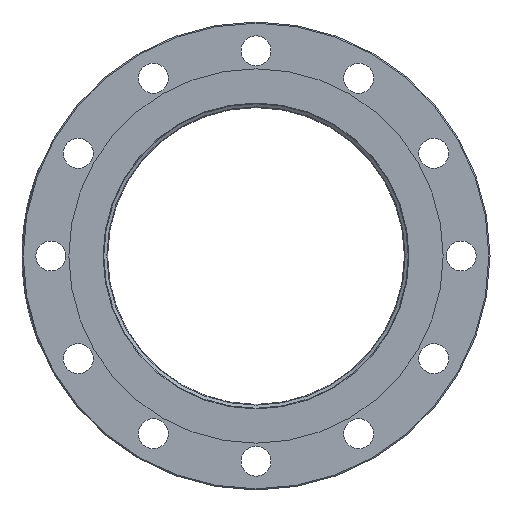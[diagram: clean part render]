
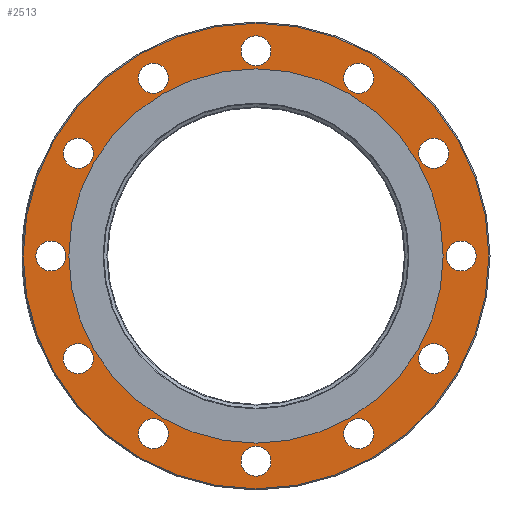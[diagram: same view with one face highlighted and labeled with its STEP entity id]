
A CAD part, left-side view. The second image highlights one B-rep face of the part: STEP entity #2513.
In plain terms, the highlighted planar face has unit normal (-1, 0, 0).
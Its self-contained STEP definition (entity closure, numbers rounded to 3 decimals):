
#148 = CARTESIAN_POINT ( 'NONE',  ( 3.962, 77.555, -160.236 ) ) ;
#172 = DIRECTION ( 'NONE',  ( 1., 0., 0. ) ) ;
#185 = EDGE_LOOP ( 'NONE', ( #7583 ) ) ;
#235 = ORIENTED_EDGE ( 'NONE', *, *, #9420, .T. ) ;
#288 = CARTESIAN_POINT ( 'NONE',  ( 3.962, 12.954, 177.546 ) ) ;
#455 = VERTEX_POINT ( 'NONE', #13428 ) ;
#764 = FACE_BOUND ( 'NONE', #1354, .T. ) ;
#785 = AXIS2_PLACEMENT_3D ( 'NONE', #5663, #6749, #13301 ) ;
#967 = DIRECTION ( 'NONE',  ( 1., 0., 0. ) ) ;
#1119 = AXIS2_PLACEMENT_3D ( 'NONE', #3691, #1543, #12167 ) ;
#1205 = EDGE_LOOP ( 'NONE', ( #6358 ) ) ;
#1243 = DIRECTION ( 'NONE',  ( 0., 0.5, -0.866 ) ) ;
#1294 = CARTESIAN_POINT ( 'NONE',  ( 3.962, -88.773, -153.759 ) ) ;
#1331 = DIRECTION ( 'NONE',  ( 0., 1., 0. ) ) ;
#1354 = EDGE_LOOP ( 'NONE', ( #6694 ) ) ;
#1543 = DIRECTION ( 'NONE',  ( 1., 0., 0. ) ) ;
#1650 = AXIS2_PLACEMENT_3D ( 'NONE', #3316, #13148, #2280 ) ;
#1685 = AXIS2_PLACEMENT_3D ( 'NONE', #13166, #6657, #1243 ) ;
#1750 = CARTESIAN_POINT ( 'NONE',  ( 3.962, 0., 0. ) ) ;
#1797 = CIRCLE ( 'NONE', #9020, 12.954 ) ;
#1964 = VERTEX_POINT ( 'NONE', #5651 ) ;
#2000 = CARTESIAN_POINT ( 'NONE',  ( 3.962, 153.759, -88.773 ) ) ;
#2075 = DIRECTION ( 'NONE',  ( -1., 0., 0. ) ) ;
#2280 = DIRECTION ( 'NONE',  ( 0., 0.5, 0.866 ) ) ;
#2284 = ORIENTED_EDGE ( 'NONE', *, *, #11784, .T. ) ;
#2464 = AXIS2_PLACEMENT_3D ( 'NONE', #1294, #172, #8839 ) ;
#2513 = ADVANCED_FACE ( 'NONE', ( #10778, #12290, #7893, #3823, #9416, #12469, #6360, #6523, #3634, #764, #13510, #10613, #4832, #13162 ), #3032, .F. ) ;
#2514 = EDGE_CURVE ( 'NONE', #9634, #9634, #8221, .T. ) ;
#2647 = VERTEX_POINT ( 'NONE', #7884 ) ;
#2696 = EDGE_CURVE ( 'NONE', #6721, #6721, #12105, .T. ) ;
#2882 = DIRECTION ( 'NONE',  ( 1., 0., 0. ) ) ;
#3032 = PLANE ( 'NONE',  #3295 ) ;
#3093 = AXIS2_PLACEMENT_3D ( 'NONE', #2000, #967, #5180 ) ;
#3121 = CIRCLE ( 'NONE', #10183, 201.438 ) ;
#3279 = ORIENTED_EDGE ( 'NONE', *, *, #12532, .T. ) ;
#3295 = AXIS2_PLACEMENT_3D ( 'NONE', #1750, #9555, #10446 ) ;
#3316 = CARTESIAN_POINT ( 'NONE',  ( 3.962, -153.759, 88.773 ) ) ;
#3562 = AXIS2_PLACEMENT_3D ( 'NONE', #11196, #5695, #6879 ) ;
#3599 = CARTESIAN_POINT ( 'NONE',  ( 3.962, 99.991, 147.282 ) ) ;
#3634 = FACE_BOUND ( 'NONE', #185, .T. ) ;
#3651 = CARTESIAN_POINT ( 'NONE',  ( 3.962, -99.991, -147.282 ) ) ;
#3691 = CARTESIAN_POINT ( 'NONE',  ( 3.962, 88.773, -153.759 ) ) ;
#3823 = FACE_BOUND ( 'NONE', #12817, .T. ) ;
#3865 = EDGE_CURVE ( 'NONE', #1964, #1964, #5253, .T. ) ;
#3929 = ORIENTED_EDGE ( 'NONE', *, *, #7359, .T. ) ;
#3981 = EDGE_CURVE ( 'NONE', #8443, #8443, #5764, .T. ) ;
#3997 = DIRECTION ( 'NONE',  ( 0., 0.866, -0.5 ) ) ;
#4173 = VERTEX_POINT ( 'NONE', #8853 ) ;
#4225 = ORIENTED_EDGE ( 'NONE', *, *, #3865, .T. ) ;
#4250 = DIRECTION ( 'NONE',  ( 0., 0., -1. ) ) ;
#4445 = CARTESIAN_POINT ( 'NONE',  ( 3.962, 177.546, -12.954 ) ) ;
#4491 = CARTESIAN_POINT ( 'NONE',  ( 3.962, -77.555, 160.236 ) ) ;
#4514 = DIRECTION ( 'NONE',  ( 0., -1., 0. ) ) ;
#4832 = FACE_BOUND ( 'NONE', #11454, .T. ) ;
#5035 = DIRECTION ( 'NONE',  ( 1., 0., 0. ) ) ;
#5180 = DIRECTION ( 'NONE',  ( 0., -0.5, -0.866 ) ) ;
#5197 = VERTEX_POINT ( 'NONE', #3651 ) ;
#5253 = CIRCLE ( 'NONE', #12886, 12.954 ) ;
#5318 = EDGE_LOOP ( 'NONE', ( #3279 ) ) ;
#5361 = VERTEX_POINT ( 'NONE', #288 ) ;
#5455 = EDGE_CURVE ( 'NONE', #5361, #5361, #1797, .T. ) ;
#5530 = AXIS2_PLACEMENT_3D ( 'NONE', #13511, #5997, #7102 ) ;
#5540 = VERTEX_POINT ( 'NONE', #12418 ) ;
#5651 = CARTESIAN_POINT ( 'NONE',  ( 3.962, -12.954, -177.546 ) ) ;
#5663 = CARTESIAN_POINT ( 'NONE',  ( 3.962, -153.759, -88.773 ) ) ;
#5695 = DIRECTION ( 'NONE',  ( 1., 0., 0. ) ) ;
#5764 = CIRCLE ( 'NONE', #5530, 12.954 ) ;
#5997 = DIRECTION ( 'NONE',  ( 1., 0., 0. ) ) ;
#6040 = EDGE_CURVE ( 'NONE', #4173, #4173, #3121, .T. ) ;
#6358 = ORIENTED_EDGE ( 'NONE', *, *, #10989, .T. ) ;
#6360 = FACE_BOUND ( 'NONE', #11508, .T. ) ;
#6385 = VERTEX_POINT ( 'NONE', #13201 ) ;
#6523 = FACE_BOUND ( 'NONE', #5318, .T. ) ;
#6540 = ORIENTED_EDGE ( 'NONE', *, *, #3981, .T. ) ;
#6647 = AXIS2_PLACEMENT_3D ( 'NONE', #11567, #5035, #3997 ) ;
#6657 = DIRECTION ( 'NONE',  ( 1., 0., 0. ) ) ;
#6694 = ORIENTED_EDGE ( 'NONE', *, *, #5455, .T. ) ;
#6721 = VERTEX_POINT ( 'NONE', #148 ) ;
#6749 = DIRECTION ( 'NONE',  ( 1., 0., 0. ) ) ;
#6856 = DIRECTION ( 'NONE',  ( 1., 0., 0. ) ) ;
#6879 = DIRECTION ( 'NONE',  ( 0., 0., -1. ) ) ;
#7102 = DIRECTION ( 'NONE',  ( 0., 0., -1. ) ) ;
#7243 = AXIS2_PLACEMENT_3D ( 'NONE', #8695, #11802, #13976 ) ;
#7319 = ORIENTED_EDGE ( 'NONE', *, *, #2696, .T. ) ;
#7359 = EDGE_CURVE ( 'NONE', #6385, #6385, #10747, .T. ) ;
#7494 = EDGE_LOOP ( 'NONE', ( #3929 ) ) ;
#7583 = ORIENTED_EDGE ( 'NONE', *, *, #2514, .T. ) ;
#7733 = ORIENTED_EDGE ( 'NONE', *, *, #12644, .T. ) ;
#7884 = CARTESIAN_POINT ( 'NONE',  ( 3.962, 160.236, 77.555 ) ) ;
#7893 = FACE_BOUND ( 'NONE', #13641, .T. ) ;
#8080 = CARTESIAN_POINT ( 'NONE',  ( 3.962, -177.546, 12.954 ) ) ;
#8221 = CIRCLE ( 'NONE', #11297, 12.954 ) ;
#8443 = VERTEX_POINT ( 'NONE', #4445 ) ;
#8607 = VERTEX_POINT ( 'NONE', #3599 ) ;
#8695 = CARTESIAN_POINT ( 'NONE',  ( 3.962, -177.546, 0. ) ) ;
#8839 = DIRECTION ( 'NONE',  ( 0., -0.866, 0.5 ) ) ;
#8853 = CARTESIAN_POINT ( 'NONE',  ( 3.962, 0., -201.438 ) ) ;
#8990 = CARTESIAN_POINT ( 'NONE',  ( 3.962, 147.282, -99.991 ) ) ;
#9020 = AXIS2_PLACEMENT_3D ( 'NONE', #11261, #6856, #1331 ) ;
#9379 = CIRCLE ( 'NONE', #2464, 12.954 ) ;
#9405 = CARTESIAN_POINT ( 'NONE',  ( 3.962, -88.773, 153.759 ) ) ;
#9416 = FACE_BOUND ( 'NONE', #10880, .T. ) ;
#9420 = EDGE_CURVE ( 'NONE', #2647, #2647, #13207, .T. ) ;
#9555 = DIRECTION ( 'NONE',  ( 1., 0., 0. ) ) ;
#9634 = VERTEX_POINT ( 'NONE', #4491 ) ;
#9926 = EDGE_LOOP ( 'NONE', ( #10943 ) ) ;
#9961 = DIRECTION ( 'NONE',  ( 1., 0., 0. ) ) ;
#10006 = CARTESIAN_POINT ( 'NONE',  ( 3.962, 0., -177.546 ) ) ;
#10056 = ORIENTED_EDGE ( 'NONE', *, *, #10224, .T. ) ;
#10096 = EDGE_LOOP ( 'NONE', ( #7733 ) ) ;
#10183 = AXIS2_PLACEMENT_3D ( 'NONE', #11877, #2075, #4250 ) ;
#10224 = EDGE_CURVE ( 'NONE', #10297, #10297, #10941, .T. ) ;
#10297 = VERTEX_POINT ( 'NONE', #8990 ) ;
#10446 = DIRECTION ( 'NONE',  ( 0., 0., -1. ) ) ;
#10526 = DIRECTION ( 'NONE',  ( 0., 0.866, 0.5 ) ) ;
#10613 = FACE_BOUND ( 'NONE', #11271, .T. ) ;
#10696 = CIRCLE ( 'NONE', #1650, 12.954 ) ;
#10747 = CIRCLE ( 'NONE', #785, 12.954 ) ;
#10778 = FACE_OUTER_BOUND ( 'NONE', #9926, .T. ) ;
#10880 = EDGE_LOOP ( 'NONE', ( #2284 ) ) ;
#10941 = CIRCLE ( 'NONE', #3093, 12.954 ) ;
#10943 = ORIENTED_EDGE ( 'NONE', *, *, #6040, .T. ) ;
#10989 = EDGE_CURVE ( 'NONE', #8607, #8607, #11575, .T. ) ;
#11196 = CARTESIAN_POINT ( 'NONE',  ( 3.962, 0., 0. ) ) ;
#11236 = ORIENTED_EDGE ( 'NONE', *, *, #13413, .T. ) ;
#11261 = CARTESIAN_POINT ( 'NONE',  ( 3.962, 0., 177.546 ) ) ;
#11271 = EDGE_LOOP ( 'NONE', ( #235 ) ) ;
#11297 = AXIS2_PLACEMENT_3D ( 'NONE', #9405, #2882, #10526 ) ;
#11454 = EDGE_LOOP ( 'NONE', ( #6540 ) ) ;
#11508 = EDGE_LOOP ( 'NONE', ( #11236 ) ) ;
#11567 = CARTESIAN_POINT ( 'NONE',  ( 3.962, 88.773, 153.759 ) ) ;
#11575 = CIRCLE ( 'NONE', #6647, 12.954 ) ;
#11784 = EDGE_CURVE ( 'NONE', #5197, #5197, #9379, .T. ) ;
#11802 = DIRECTION ( 'NONE',  ( 1., 0., 0. ) ) ;
#11877 = CARTESIAN_POINT ( 'NONE',  ( 3.962, 0., 0. ) ) ;
#12105 = CIRCLE ( 'NONE', #1119, 12.954 ) ;
#12167 = DIRECTION ( 'NONE',  ( 0., -0.866, -0.5 ) ) ;
#12290 = FACE_BOUND ( 'NONE', #12477, .T. ) ;
#12418 = CARTESIAN_POINT ( 'NONE',  ( 3.962, -147.282, 99.991 ) ) ;
#12469 = FACE_BOUND ( 'NONE', #7494, .T. ) ;
#12477 = EDGE_LOOP ( 'NONE', ( #10056 ) ) ;
#12523 = CIRCLE ( 'NONE', #7243, 12.954 ) ;
#12532 = EDGE_CURVE ( 'NONE', #5540, #5540, #10696, .T. ) ;
#12546 = CIRCLE ( 'NONE', #3562, 161.925 ) ;
#12644 = EDGE_CURVE ( 'NONE', #455, #455, #12546, .T. ) ;
#12817 = EDGE_LOOP ( 'NONE', ( #4225 ) ) ;
#12886 = AXIS2_PLACEMENT_3D ( 'NONE', #10006, #9961, #4514 ) ;
#13148 = DIRECTION ( 'NONE',  ( 1., 0., 0. ) ) ;
#13162 = FACE_BOUND ( 'NONE', #10096, .T. ) ;
#13166 = CARTESIAN_POINT ( 'NONE',  ( 3.962, 153.759, 88.773 ) ) ;
#13187 = VERTEX_POINT ( 'NONE', #8080 ) ;
#13201 = CARTESIAN_POINT ( 'NONE',  ( 3.962, -160.236, -77.555 ) ) ;
#13207 = CIRCLE ( 'NONE', #1685, 12.954 ) ;
#13301 = DIRECTION ( 'NONE',  ( 0., -0.5, 0.866 ) ) ;
#13413 = EDGE_CURVE ( 'NONE', #13187, #13187, #12523, .T. ) ;
#13428 = CARTESIAN_POINT ( 'NONE',  ( 3.962, 0., -161.925 ) ) ;
#13510 = FACE_BOUND ( 'NONE', #1205, .T. ) ;
#13511 = CARTESIAN_POINT ( 'NONE',  ( 3.962, 177.546, 0. ) ) ;
#13641 = EDGE_LOOP ( 'NONE', ( #7319 ) ) ;
#13976 = DIRECTION ( 'NONE',  ( 0., 0., 1. ) ) ;
